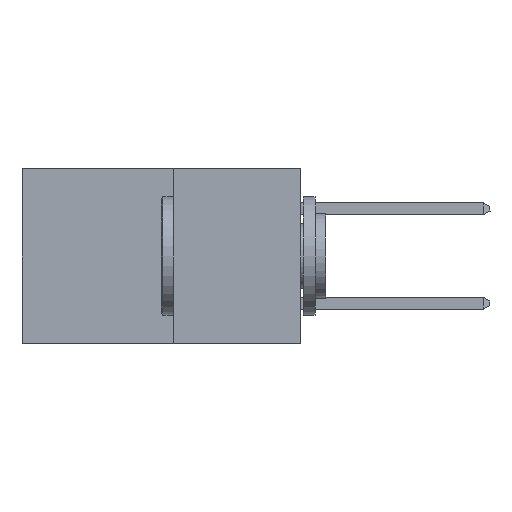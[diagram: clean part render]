
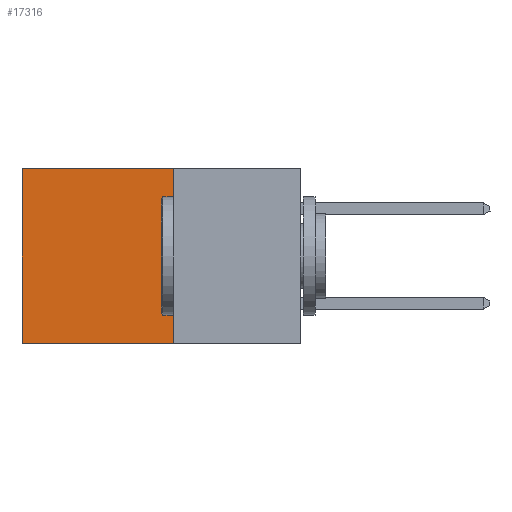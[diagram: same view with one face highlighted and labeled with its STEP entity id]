
A CAD part, left-side view. The second image highlights one B-rep face of the part: STEP entity #17316.
In plain terms, the highlighted planar face has unit normal (-1, 0, 0).
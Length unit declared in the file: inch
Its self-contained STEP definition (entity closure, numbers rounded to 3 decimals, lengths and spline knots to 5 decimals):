
#2510 = DIRECTION ( 'NONE',  ( 0., 0., -1. ) ) ;
#4014 = CARTESIAN_POINT ( 'NONE',  ( 0.277, 0.27, 0. ) ) ;
#5054 = EDGE_CURVE ( 'NONE', #12587, #11920, #19503, .T. ) ;
#5182 = ORIENTED_EDGE ( 'NONE', *, *, #21561, .T. ) ;
#6386 = LINE ( 'NONE', #17429, #32452 ) ;
#7937 = VECTOR ( 'NONE', #11693, 39.37008 ) ;
#9132 = AXIS2_PLACEMENT_3D ( 'NONE', #15573, #18222, #2510 ) ;
#11693 = DIRECTION ( 'NONE',  ( 0., 1., 0. ) ) ;
#11920 = VERTEX_POINT ( 'NONE', #25420 ) ;
#12156 = CARTESIAN_POINT ( 'NONE',  ( 0.277, 0.27, -0.37 ) ) ;
#12587 = VERTEX_POINT ( 'NONE', #23243 ) ;
#13619 = FACE_OUTER_BOUND ( 'NONE', #30992, .T. ) ;
#14912 = DIRECTION ( 'NONE',  ( 0., 1., 0. ) ) ;
#15111 = VERTEX_POINT ( 'NONE', #4014 ) ;
#15573 = CARTESIAN_POINT ( 'NONE',  ( 0.277, 0.27, -0.37 ) ) ;
#17316 = ADVANCED_FACE ( 'NONE', ( #13619 ), #30983, .F. ) ;
#17429 = CARTESIAN_POINT ( 'NONE',  ( 0.277, 0.27, 0. ) ) ;
#18222 = DIRECTION ( 'NONE',  ( 1., 0., 0. ) ) ;
#18622 = LINE ( 'NONE', #12156, #30727 ) ;
#18675 = VECTOR ( 'NONE', #23815, 39.37008 ) ;
#19503 = LINE ( 'NONE', #23783, #18675 ) ;
#20021 = DIRECTION ( 'NONE',  ( 0., 0., -1. ) ) ;
#20556 = ORIENTED_EDGE ( 'NONE', *, *, #30271, .F. ) ;
#21561 = EDGE_CURVE ( 'NONE', #15111, #12587, #6386, .T. ) ;
#22562 = CARTESIAN_POINT ( 'NONE',  ( 0.277, 0.27, -0.37 ) ) ;
#23243 = CARTESIAN_POINT ( 'NONE',  ( 0.277, 0.59, 0. ) ) ;
#23783 = CARTESIAN_POINT ( 'NONE',  ( 0.277, 0.59, -0.37 ) ) ;
#23815 = DIRECTION ( 'NONE',  ( 0., 0., -1. ) ) ;
#24741 = ORIENTED_EDGE ( 'NONE', *, *, #30149, .F. ) ;
#25420 = CARTESIAN_POINT ( 'NONE',  ( 0.277, 0.59, -0.37 ) ) ;
#26088 = ORIENTED_EDGE ( 'NONE', *, *, #5054, .T. ) ;
#29525 = LINE ( 'NONE', #32513, #7937 ) ;
#30149 = EDGE_CURVE ( 'NONE', #32343, #11920, #29525, .T. ) ;
#30271 = EDGE_CURVE ( 'NONE', #15111, #32343, #18622, .T. ) ;
#30727 = VECTOR ( 'NONE', #20021, 39.37008 ) ;
#30983 = PLANE ( 'NONE',  #9132 ) ;
#30992 = EDGE_LOOP ( 'NONE', ( #26088, #24741, #20556, #5182 ) ) ;
#32343 = VERTEX_POINT ( 'NONE', #22562 ) ;
#32452 = VECTOR ( 'NONE', #14912, 39.37008 ) ;
#32513 = CARTESIAN_POINT ( 'NONE',  ( 0.277, 0.27, -0.37 ) ) ;
